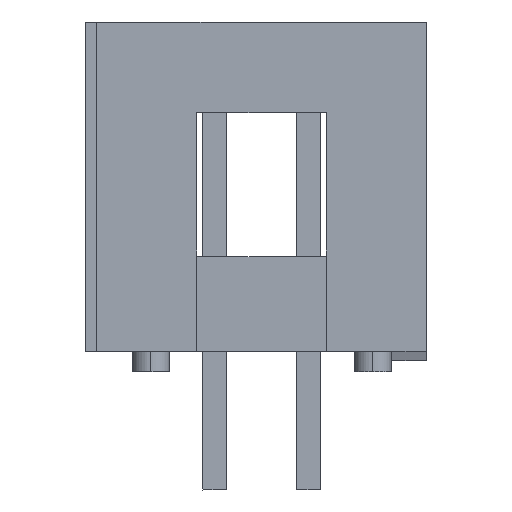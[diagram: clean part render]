
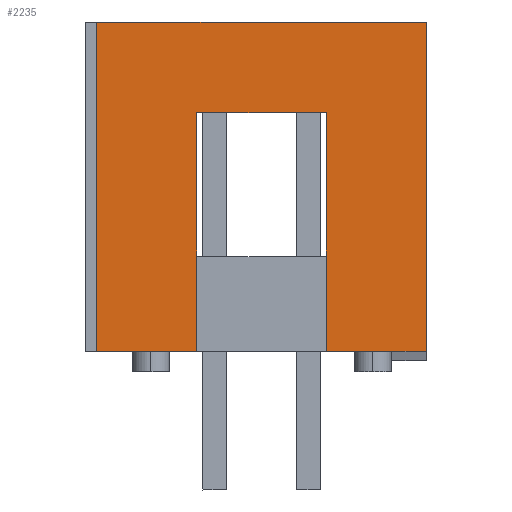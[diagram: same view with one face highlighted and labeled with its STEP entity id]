
A CAD part, left-side view. The second image highlights one B-rep face of the part: STEP entity #2235.
In plain terms, the highlighted free-form (B-spline) face has degree [1, 1] with [2, 2] control points.
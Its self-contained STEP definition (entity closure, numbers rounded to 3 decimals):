
#856=EDGE_CURVE('E145',#2268,#2241,#2416,.T.);
#892=VERTEX_POINT('V103',#2452);
#1010=EDGE_CURVE('E142',#1331,#892,#2582,.T.);
#1063=EDGE_CURVE('E114',#1440,#1200,#2638,.T.);
#1112=EDGE_CURVE('E68',#2268,#2056,#2689,.T.);
#1176=EDGE_CURVE('E144',#2099,#2056,#2759,.T.);
#1200=VERTEX_POINT('V86',#2783);
#1331=VERTEX_POINT('V95',#2924);
#1440=VERTEX_POINT('V88',#3044);
#1629=EDGE_CURVE('E128',#2241,#1440,#3258,.T.);
#1718=EDGE_CURVE('E126',#1200,#1331,#3357,.T.);
#2056=VERTEX_POINT('V55',#3722);
#2099=VERTEX_POINT('V104',#3768);
#2139=EDGE_CURVE('E143',#892,#2099,#3811,.T.);
#2235=ADVANCED_FACE('F48',(#3925),#3926,.T.);
#2241=VERTEX_POINT('V99',#3933);
#2268=VERTEX_POINT('V54',#3966);
#2416=B_SPLINE_CURVE_WITH_KNOTS('',1,(#4239,#4240),.UNSPECIFIED.,.F.,.F.,(2,2),(0.0,0.303),.UNSPECIFIED.);
#2452=CARTESIAN_POINT('',(-29.21,-4.45,-8.9));
#2582=B_SPLINE_CURVE_WITH_KNOTS('',1,(#4537,#4538),.UNSPECIFIED.,.F.,.F.,(2,2),(0.697,1.0),.UNSPECIFIED.);
#2638=B_SPLINE_CURVE_WITH_KNOTS('',1,(#4645,#4646),.UNSPECIFIED.,.F.,.F.,(2,2),(0.0,1.0),.UNSPECIFIED.);
#2689=B_SPLINE_CURVE_WITH_KNOTS('',1,(#4776,#4777),.UNSPECIFIED.,.F.,.F.,(2,2),(0.0,4.363),.UNSPECIFIED.);
#2759=B_SPLINE_CURVE_WITH_KNOTS('',1,(#4930,#4931),.UNSPECIFIED.,.F.,.F.,(2,2),(0.0,1.0),.UNSPECIFIED.);
#2783=CARTESIAN_POINT('',(-29.21,-1.75,-2.45));
#2924=CARTESIAN_POINT('',(-29.21,-1.75,-8.9));
#3044=CARTESIAN_POINT('',(-29.21,1.75,-2.45));
#3258=B_SPLINE_CURVE_WITH_KNOTS('',1,(#5956,#5957),.UNSPECIFIED.,.F.,.F.,(2,2),(0.0,5.244),.UNSPECIFIED.);
#3357=B_SPLINE_CURVE_WITH_KNOTS('',1,(#6157,#6158),.UNSPECIFIED.,.F.,.F.,(2,2),(0.0,1.843),.UNSPECIFIED.);
#3722=CARTESIAN_POINT('',(-29.21,4.45,0.0));
#3768=CARTESIAN_POINT('',(-29.21,-4.45,0.0));
#3811=B_SPLINE_CURVE_WITH_KNOTS('',1,(#7042,#7043),.UNSPECIFIED.,.F.,.F.,(2,2),(0.0,1.0),.UNSPECIFIED.);
#3925=FACE_OUTER_BOUND('',#7253,.T.);
#3926=B_SPLINE_SURFACE_WITH_KNOTS('',1,1,((#7254,#7255),(#7256,#7257)),.UNSPECIFIED.,.F.,.F.,.F.,(2,2),(2,2),(0.0,1.0),(0.0,1.0),.UNSPECIFIED.);
#3933=CARTESIAN_POINT('',(-29.21,1.75,-8.9));
#3966=CARTESIAN_POINT('',(-29.21,4.45,-8.9));
#4239=CARTESIAN_POINT('',(-29.21,4.45,-8.9));
#4240=CARTESIAN_POINT('',(-29.21,1.75,-8.9));
#4537=CARTESIAN_POINT('',(-29.21,-1.75,-8.9));
#4538=CARTESIAN_POINT('',(-29.21,-4.45,-8.9));
#4645=CARTESIAN_POINT('',(-29.21,1.75,-2.45));
#4646=CARTESIAN_POINT('',(-29.21,-1.75,-2.45));
#4776=CARTESIAN_POINT('',(-29.21,4.45,-8.9));
#4777=CARTESIAN_POINT('',(-29.21,4.45,0.0));
#4930=CARTESIAN_POINT('',(-29.21,-4.45,0.0));
#4931=CARTESIAN_POINT('',(-29.21,4.45,0.0));
#5956=CARTESIAN_POINT('',(-29.21,1.75,-8.9));
#5957=CARTESIAN_POINT('',(-29.21,1.75,-2.45));
#6157=CARTESIAN_POINT('',(-29.21,-1.75,-2.45));
#6158=CARTESIAN_POINT('',(-29.21,-1.75,-8.9));
#7042=CARTESIAN_POINT('',(-29.21,-4.45,-8.9));
#7043=CARTESIAN_POINT('',(-29.21,-4.45,0.0));
#7253=EDGE_LOOP('',(#8242,#8243,#8244,#8245,#8246,#8247,#8248,#8249));
#7254=CARTESIAN_POINT('',(-29.21,4.45,-8.9));
#7255=CARTESIAN_POINT('',(-29.21,4.45,0.0));
#7256=CARTESIAN_POINT('',(-29.21,-4.45,-8.9));
#7257=CARTESIAN_POINT('',(-29.21,-4.45,0.0));
#8242=ORIENTED_EDGE('',*,*,#1063,.T.);
#8243=ORIENTED_EDGE('',*,*,#1718,.T.);
#8244=ORIENTED_EDGE('',*,*,#1010,.T.);
#8245=ORIENTED_EDGE('',*,*,#2139,.T.);
#8246=ORIENTED_EDGE('',*,*,#1176,.T.);
#8247=ORIENTED_EDGE('',*,*,#1112,.F.);
#8248=ORIENTED_EDGE('',*,*,#856,.T.);
#8249=ORIENTED_EDGE('',*,*,#1629,.T.);
